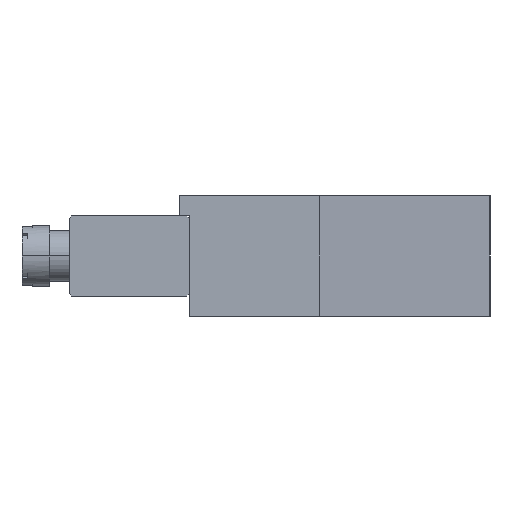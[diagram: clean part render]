
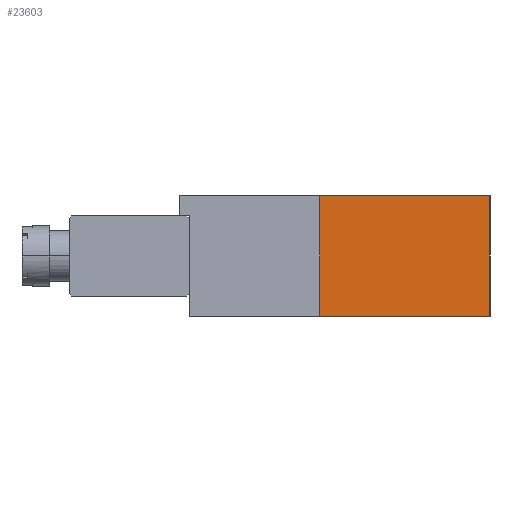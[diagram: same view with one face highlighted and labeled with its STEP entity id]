
A CAD part, left-side view. The second image highlights one B-rep face of the part: STEP entity #23603.
In plain terms, the highlighted planar face has unit normal (-0.62, -0.784, 0).
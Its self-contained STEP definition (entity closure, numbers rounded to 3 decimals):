
#899 = DIRECTION ( 'NONE',  ( 0., 0., 1. ) ) ;
#969 = VERTEX_POINT ( 'NONE', #14412 ) ;
#3573 = VECTOR ( 'NONE', #26454, 1000. ) ;
#5890 = LINE ( 'NONE', #29435, #24240 ) ;
#6571 = CARTESIAN_POINT ( 'NONE',  ( -21.5, -30., -12. ) ) ;
#7026 = EDGE_LOOP ( 'NONE', ( #21708, #24798, #26335, #27095 ) ) ;
#7633 = CARTESIAN_POINT ( 'NONE',  ( -43., -13., 0. ) ) ;
#8921 = DIRECTION ( 'NONE',  ( 0.784, -0.62, 0. ) ) ;
#9564 = CARTESIAN_POINT ( 'NONE',  ( -21.5, -30., 0. ) ) ;
#11298 = CARTESIAN_POINT ( 'NONE',  ( -21.5, -30., -12. ) ) ;
#11821 = CARTESIAN_POINT ( 'NONE',  ( -43., -13., -12. ) ) ;
#12405 = EDGE_CURVE ( 'NONE', #969, #21671, #27932, .T. ) ;
#14118 = AXIS2_PLACEMENT_3D ( 'NONE', #6571, #23307, #8921 ) ;
#14412 = CARTESIAN_POINT ( 'NONE',  ( -43., -13., -12. ) ) ;
#14968 = VECTOR ( 'NONE', #16593, 1000. ) ;
#15373 = EDGE_CURVE ( 'NONE', #21671, #30324, #21792, .T. ) ;
#16430 = EDGE_CURVE ( 'NONE', #969, #29603, #18643, .T. ) ;
#16593 = DIRECTION ( 'NONE',  ( 0., 0., 1. ) ) ;
#18491 = DIRECTION ( 'NONE',  ( 0.784, -0.62, 0. ) ) ;
#18643 = LINE ( 'NONE', #11298, #25183 ) ;
#21671 = VERTEX_POINT ( 'NONE', #7633 ) ;
#21708 = ORIENTED_EDGE ( 'NONE', *, *, #15373, .F. ) ;
#21792 = LINE ( 'NONE', #9564, #3573 ) ;
#23110 = FACE_OUTER_BOUND ( 'NONE', #7026, .T. ) ;
#23307 = DIRECTION ( 'NONE',  ( -0.62, -0.784, 0. ) ) ;
#23603 = ADVANCED_FACE ( 'NONE', ( #23110 ), #28077, .T. ) ;
#24240 = VECTOR ( 'NONE', #899, 1000. ) ;
#24798 = ORIENTED_EDGE ( 'NONE', *, *, #12405, .F. ) ;
#25183 = VECTOR ( 'NONE', #18491, 1000. ) ;
#26335 = ORIENTED_EDGE ( 'NONE', *, *, #16430, .T. ) ;
#26454 = DIRECTION ( 'NONE',  ( 0.784, -0.62, 0. ) ) ;
#27095 = ORIENTED_EDGE ( 'NONE', *, *, #28686, .T. ) ;
#27932 = LINE ( 'NONE', #11821, #14968 ) ;
#28077 = PLANE ( 'NONE',  #14118 ) ;
#28218 = CARTESIAN_POINT ( 'NONE',  ( -21.5, -30., 0. ) ) ;
#28686 = EDGE_CURVE ( 'NONE', #29603, #30324, #5890, .T. ) ;
#29068 = CARTESIAN_POINT ( 'NONE',  ( -21.5, -30., -12. ) ) ;
#29435 = CARTESIAN_POINT ( 'NONE',  ( -21.5, -30., -12. ) ) ;
#29603 = VERTEX_POINT ( 'NONE', #29068 ) ;
#30324 = VERTEX_POINT ( 'NONE', #28218 ) ;
